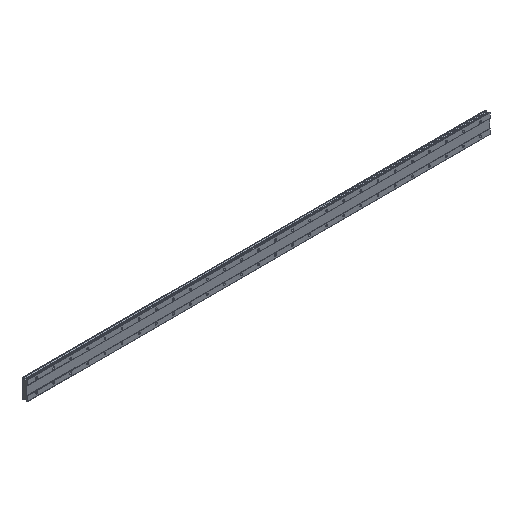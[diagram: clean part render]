
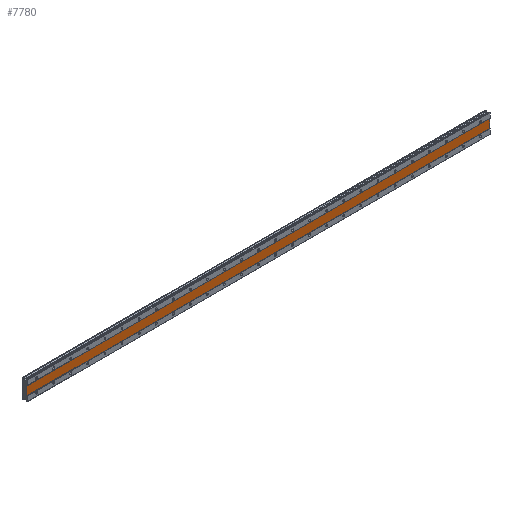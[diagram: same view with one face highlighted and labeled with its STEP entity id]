
A CAD part, isometric view. The second image highlights one B-rep face of the part: STEP entity #7780.
In plain terms, the highlighted planar face has unit normal (0, -1, 0).
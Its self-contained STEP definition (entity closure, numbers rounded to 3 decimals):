
#46 = PLANE ( 'NONE',  #7348 ) ;
#111 = ORIENTED_EDGE ( 'NONE', *, *, #8591, .F. ) ;
#364 = CARTESIAN_POINT ( 'NONE',  ( 2125., 1., -20. ) ) ;
#865 = CARTESIAN_POINT ( 'NONE',  ( -45., 1., -20. ) ) ;
#1667 = DIRECTION ( 'NONE',  ( 0., 1., 0. ) ) ;
#1787 = VERTEX_POINT ( 'NONE', #7747 ) ;
#1844 = LINE ( 'NONE', #364, #2039 ) ;
#2039 = VECTOR ( 'NONE', #4758, 1000. ) ;
#2108 = LINE ( 'NONE', #5125, #6477 ) ;
#2509 = ORIENTED_EDGE ( 'NONE', *, *, #6844, .F. ) ;
#2725 = LINE ( 'NONE', #7834, #5345 ) ;
#3698 = VERTEX_POINT ( 'NONE', #865 ) ;
#3807 = CARTESIAN_POINT ( 'NONE',  ( -45., 1., 20. ) ) ;
#4032 = ORIENTED_EDGE ( 'NONE', *, *, #8177, .F. ) ;
#4506 = VERTEX_POINT ( 'NONE', #8361 ) ;
#4577 = DIRECTION ( 'NONE',  ( 0., 0., 1. ) ) ;
#4705 = CARTESIAN_POINT ( 'NONE',  ( 2125., 1., -20. ) ) ;
#4758 = DIRECTION ( 'NONE',  ( -1., 0., 0. ) ) ;
#5125 = CARTESIAN_POINT ( 'NONE',  ( 2125., 1., 20. ) ) ;
#5244 = DIRECTION ( 'NONE',  ( 0., 0., 1. ) ) ;
#5252 = ORIENTED_EDGE ( 'NONE', *, *, #8958, .F. ) ;
#5345 = VECTOR ( 'NONE', #7786, 1000. ) ;
#5927 = LINE ( 'NONE', #3807, #8772 ) ;
#6477 = VECTOR ( 'NONE', #8058, 1000. ) ;
#6844 = EDGE_CURVE ( 'NONE', #1787, #4506, #2725, .T. ) ;
#7348 = AXIS2_PLACEMENT_3D ( 'NONE', #7527, #1667, #4577 ) ;
#7380 = FACE_OUTER_BOUND ( 'NONE', #7744, .T. ) ;
#7510 = VERTEX_POINT ( 'NONE', #4705 ) ;
#7527 = CARTESIAN_POINT ( 'NONE',  ( 2125., 1., 20. ) ) ;
#7744 = EDGE_LOOP ( 'NONE', ( #5252, #4032, #2509, #111 ) ) ;
#7747 = CARTESIAN_POINT ( 'NONE',  ( -45., 1., 20. ) ) ;
#7780 = ADVANCED_FACE ( 'NONE', ( #7380 ), #46, .F. ) ;
#7786 = DIRECTION ( 'NONE',  ( 1., 0., 0. ) ) ;
#7834 = CARTESIAN_POINT ( 'NONE',  ( 2125., 1., 20. ) ) ;
#8058 = DIRECTION ( 'NONE',  ( 0., 0., -1. ) ) ;
#8177 = EDGE_CURVE ( 'NONE', #4506, #7510, #2108, .T. ) ;
#8361 = CARTESIAN_POINT ( 'NONE',  ( 2125., 1., 20. ) ) ;
#8591 = EDGE_CURVE ( 'NONE', #3698, #1787, #5927, .T. ) ;
#8772 = VECTOR ( 'NONE', #5244, 1000. ) ;
#8958 = EDGE_CURVE ( 'NONE', #7510, #3698, #1844, .T. ) ;
